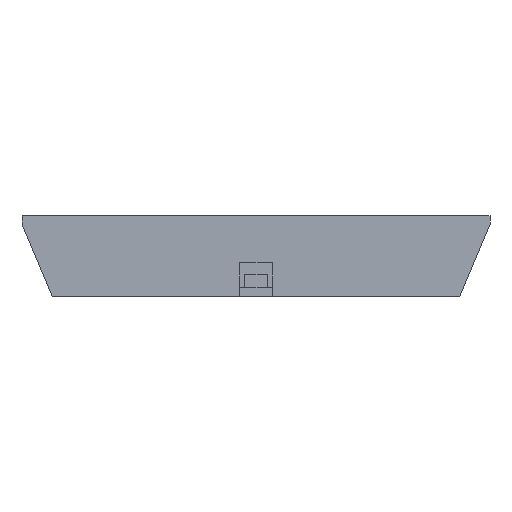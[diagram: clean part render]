
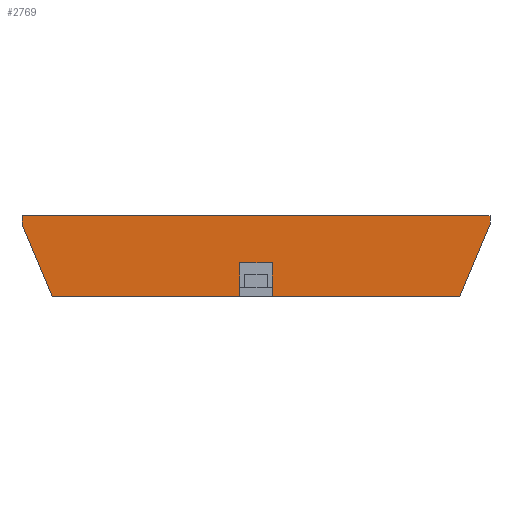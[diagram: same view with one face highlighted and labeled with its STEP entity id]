
A CAD part, front view. The second image highlights one B-rep face of the part: STEP entity #2769.
In plain terms, the highlighted planar face has unit normal (0, -1, 0).
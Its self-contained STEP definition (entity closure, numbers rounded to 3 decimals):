
#140=PLANE('',#2980);
#277=FACE_OUTER_BOUND('',#445,.T.);
#445=EDGE_LOOP('',(#2330,#2331,#2332,#2333,#2334,#2335,#2336,#2337,#2338,
#2339));
#652=LINE('',#4039,#979);
#655=LINE('',#4044,#982);
#661=LINE('',#4054,#988);
#666=LINE('',#4065,#993);
#682=LINE('',#4096,#1009);
#760=LINE('',#4328,#1087);
#761=LINE('',#4330,#1088);
#762=LINE('',#4332,#1089);
#763=LINE('',#4334,#1090);
#764=LINE('',#4335,#1091);
#979=VECTOR('',#3244,10.);
#982=VECTOR('',#3249,10.);
#988=VECTOR('',#3257,10.);
#993=VECTOR('',#3268,10.);
#1009=VECTOR('',#3284,10.);
#1087=VECTOR('',#3542,10.);
#1088=VECTOR('',#3543,10.);
#1089=VECTOR('',#3544,10.);
#1090=VECTOR('',#3545,10.);
#1091=VECTOR('',#3546,10.);
#1358=VERTEX_POINT('',#4036);
#1359=VERTEX_POINT('',#4038);
#1360=VERTEX_POINT('',#4043);
#1363=VERTEX_POINT('',#4052);
#1366=VERTEX_POINT('',#4064);
#1381=VERTEX_POINT('',#4094);
#1445=VERTEX_POINT('',#4327);
#1446=VERTEX_POINT('',#4329);
#1447=VERTEX_POINT('',#4331);
#1448=VERTEX_POINT('',#4333);
#1629=EDGE_CURVE('',#1359,#1358,#652,.T.);
#1632=EDGE_CURVE('',#1360,#1359,#655,.T.);
#1638=EDGE_CURVE('',#1358,#1363,#661,.T.);
#1643=EDGE_CURVE('',#1366,#1360,#666,.T.);
#1659=EDGE_CURVE('',#1363,#1381,#682,.T.);
#1772=EDGE_CURVE('',#1381,#1445,#760,.T.);
#1773=EDGE_CURVE('',#1446,#1445,#761,.T.);
#1774=EDGE_CURVE('',#1447,#1446,#762,.T.);
#1775=EDGE_CURVE('',#1447,#1448,#763,.T.);
#1776=EDGE_CURVE('',#1448,#1366,#764,.T.);
#2330=ORIENTED_EDGE('',*,*,#1638,.T.);
#2331=ORIENTED_EDGE('',*,*,#1659,.T.);
#2332=ORIENTED_EDGE('',*,*,#1772,.T.);
#2333=ORIENTED_EDGE('',*,*,#1773,.F.);
#2334=ORIENTED_EDGE('',*,*,#1774,.F.);
#2335=ORIENTED_EDGE('',*,*,#1775,.T.);
#2336=ORIENTED_EDGE('',*,*,#1776,.T.);
#2337=ORIENTED_EDGE('',*,*,#1643,.T.);
#2338=ORIENTED_EDGE('',*,*,#1632,.T.);
#2339=ORIENTED_EDGE('',*,*,#1629,.T.);
#2769=ADVANCED_FACE('',(#277),#140,.T.);
#2980=AXIS2_PLACEMENT_3D('',#4326,#3540,#3541);
#3244=DIRECTION('',(1.,0.,0.));
#3249=DIRECTION('',(0.,0.,1.));
#3257=DIRECTION('',(0.,0.,-1.));
#3268=DIRECTION('',(1.,0.,0.));
#3284=DIRECTION('',(1.,0.,0.));
#3540=DIRECTION('center_axis',(0.,-1.,0.));
#3541=DIRECTION('ref_axis',(1.,0.,0.));
#3542=DIRECTION('',(0.387,0.,0.922));
#3543=DIRECTION('',(0.,0.,-1.));
#3544=DIRECTION('',(1.,0.,0.));
#3545=DIRECTION('',(0.,0.,-1.));
#3546=DIRECTION('',(0.387,0.,-0.922));
#4036=CARTESIAN_POINT('',(74.3,0.,10.));
#4038=CARTESIAN_POINT('',(64.55,0.,10.));
#4039=CARTESIAN_POINT('',(36.775,0.,10.));
#4043=CARTESIAN_POINT('',(64.55,0.,0.));
#4044=CARTESIAN_POINT('',(64.55,0.,0.));
#4052=CARTESIAN_POINT('',(74.3,0.,0.));
#4054=CARTESIAN_POINT('',(74.3,0.,5.));
#4064=CARTESIAN_POINT('',(9.,0.,0.));
#4065=CARTESIAN_POINT('',(9.,0.,0.));
#4094=CARTESIAN_POINT('',(129.85,0.,0.));
#4096=CARTESIAN_POINT('',(9.,0.,0.));
#4326=CARTESIAN_POINT('Origin',(9.,0.,0.));
#4327=CARTESIAN_POINT('',(138.85,0.,21.44));
#4328=CARTESIAN_POINT('',(129.85,0.,0.));
#4329=CARTESIAN_POINT('',(138.85,0.,24.));
#4330=CARTESIAN_POINT('',(138.85,0.,24.));
#4331=CARTESIAN_POINT('',(0.,0.,24.));
#4332=CARTESIAN_POINT('',(0.,0.,24.));
#4333=CARTESIAN_POINT('',(0.,0.,21.44));
#4334=CARTESIAN_POINT('',(0.,0.,24.));
#4335=CARTESIAN_POINT('',(0.,0.,21.44));
